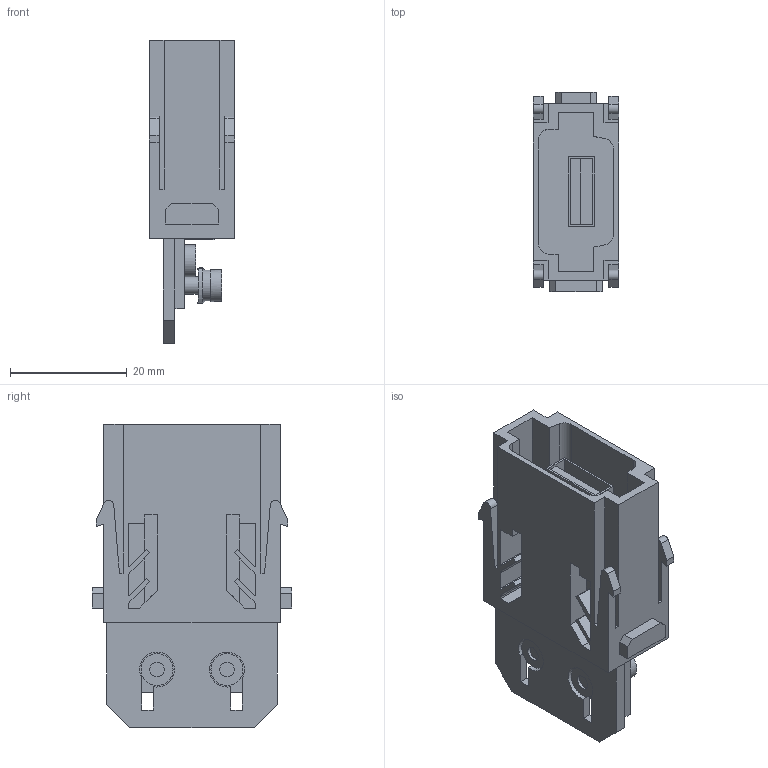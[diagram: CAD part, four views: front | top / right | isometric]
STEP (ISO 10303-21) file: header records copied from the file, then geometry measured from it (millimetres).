
FILE_DESCRIPTION(/* description */ (''),/* implementation_level */ '2;1');
FILE_NAME(/* name */ '100095368ugm000_c.stp',/* time_stamp */ '2019-05-13T07:27:41+02:00',/* author */ (''),/* organization */ (''),/* preprocessor_version */ 'ST-DEVELOPER v16.7',/* originating_system */ 'SIEMENS PLM Software NX 12.0',/* authorisation */ '');
FILE_SCHEMA (('AUTOMOTIVE_DESIGN { 1 0 10303 214 3 1 1 1 }'));
Length unit declared in the file: millimetre
Products named in the file (1): 100095368ugm000_c
Bounding box: 14.65 x 34.2 x 52 mm (x, y, z)
Volume: 9518.8 mm3; surface area: 10855.6 mm2
Topology: 1 solids, 1 shells, 579 faces, 1633 edges, 1080 vertices
Faces by surface type: plane 423, cylinder 86, bspline 48, cone 20, extrusion 2
Full cylindrical faces by diameter (mm): 0.911 x1, 1.077 x1, 2.5 x2, 3 x2, 5.3 x2, 5.5 x6
Entity records: 23609 total; most frequent: CARTESIAN_POINT 4761, ORIENTED_EDGE 3202, DIRECTION 2868, EDGE_CURVE 1601, VECTOR 1154, LINE 1152, VERTEX_POINT 1069, AXIS2_PLACEMENT_3D 857
